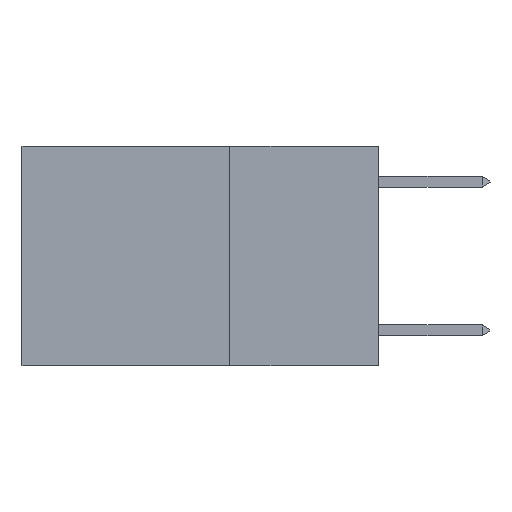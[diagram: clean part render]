
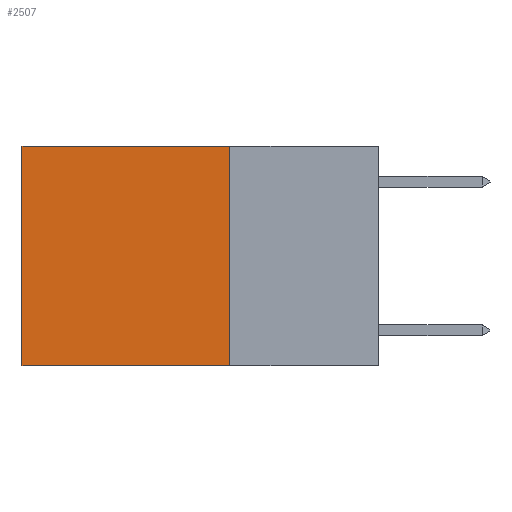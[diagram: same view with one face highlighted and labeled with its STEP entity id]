
A CAD part, left-side view. The second image highlights one B-rep face of the part: STEP entity #2507.
In plain terms, the highlighted planar face has unit normal (-1, 0, 0).
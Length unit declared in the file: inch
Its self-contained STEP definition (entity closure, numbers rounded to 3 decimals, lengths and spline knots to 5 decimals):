
#699 = LINE ( 'NONE', #3741, #9984 ) ;
#742 = DIRECTION ( 'NONE',  ( 0., 0., -1. ) ) ;
#1395 = DIRECTION ( 'NONE',  ( 0., 0., -1. ) ) ;
#1411 = EDGE_CURVE ( 'NONE', #3542, #4965, #699, .T. ) ;
#1534 = AXIS2_PLACEMENT_3D ( 'NONE', #3213, #9103, #4152 ) ;
#2507 = ADVANCED_FACE ( 'NONE', ( #7920 ), #8292, .F. ) ;
#2643 = VERTEX_POINT ( 'NONE', #4476 ) ;
#3213 = CARTESIAN_POINT ( 'NONE',  ( 0.2625, 0.25, 0. ) ) ;
#3334 = ORIENTED_EDGE ( 'NONE', *, *, #5425, .T. ) ;
#3379 = DIRECTION ( 'NONE',  ( 0., 1., 0. ) ) ;
#3413 = ORIENTED_EDGE ( 'NONE', *, *, #6021, .F. ) ;
#3542 = VERTEX_POINT ( 'NONE', #6255 ) ;
#3741 = CARTESIAN_POINT ( 'NONE',  ( 0.2625, 0.25, -0.37 ) ) ;
#4079 = CARTESIAN_POINT ( 'NONE',  ( 0.2625, 0.6, 0. ) ) ;
#4152 = DIRECTION ( 'NONE',  ( 0., 0., -1. ) ) ;
#4225 = ORIENTED_EDGE ( 'NONE', *, *, #6008, .T. ) ;
#4476 = CARTESIAN_POINT ( 'NONE',  ( 0.2625, 0.25, 0. ) ) ;
#4532 = VECTOR ( 'NONE', #1395, 39.37008 ) ;
#4546 = CARTESIAN_POINT ( 'NONE',  ( 0.2625, 0.6, 0. ) ) ;
#4737 = CARTESIAN_POINT ( 'NONE',  ( 0.2625, 0.6, -0.37 ) ) ;
#4927 = EDGE_LOOP ( 'NONE', ( #3334, #5333, #3413, #4225 ) ) ;
#4965 = VERTEX_POINT ( 'NONE', #4737 ) ;
#5127 = DIRECTION ( 'NONE',  ( 0., 1., 0. ) ) ;
#5333 = ORIENTED_EDGE ( 'NONE', *, *, #1411, .F. ) ;
#5425 = EDGE_CURVE ( 'NONE', #9095, #4965, #11059, .T. ) ;
#6008 = EDGE_CURVE ( 'NONE', #2643, #9095, #10813, .T. ) ;
#6017 = CARTESIAN_POINT ( 'NONE',  ( 0.2625, 0.25, 0. ) ) ;
#6021 = EDGE_CURVE ( 'NONE', #2643, #3542, #9177, .T. ) ;
#6255 = CARTESIAN_POINT ( 'NONE',  ( 0.2625, 0.25, -0.37 ) ) ;
#7920 = FACE_OUTER_BOUND ( 'NONE', #4927, .T. ) ;
#8292 = PLANE ( 'NONE',  #1534 ) ;
#8678 = VECTOR ( 'NONE', #3379, 39.37008 ) ;
#8938 = VECTOR ( 'NONE', #742, 39.37008 ) ;
#9095 = VERTEX_POINT ( 'NONE', #4079 ) ;
#9103 = DIRECTION ( 'NONE',  ( 1., 0., 0. ) ) ;
#9177 = LINE ( 'NONE', #6017, #4532 ) ;
#9984 = VECTOR ( 'NONE', #5127, 39.37008 ) ;
#10074 = CARTESIAN_POINT ( 'NONE',  ( 0.2625, 0.25, 0. ) ) ;
#10813 = LINE ( 'NONE', #10074, #8678 ) ;
#11059 = LINE ( 'NONE', #4546, #8938 ) ;
